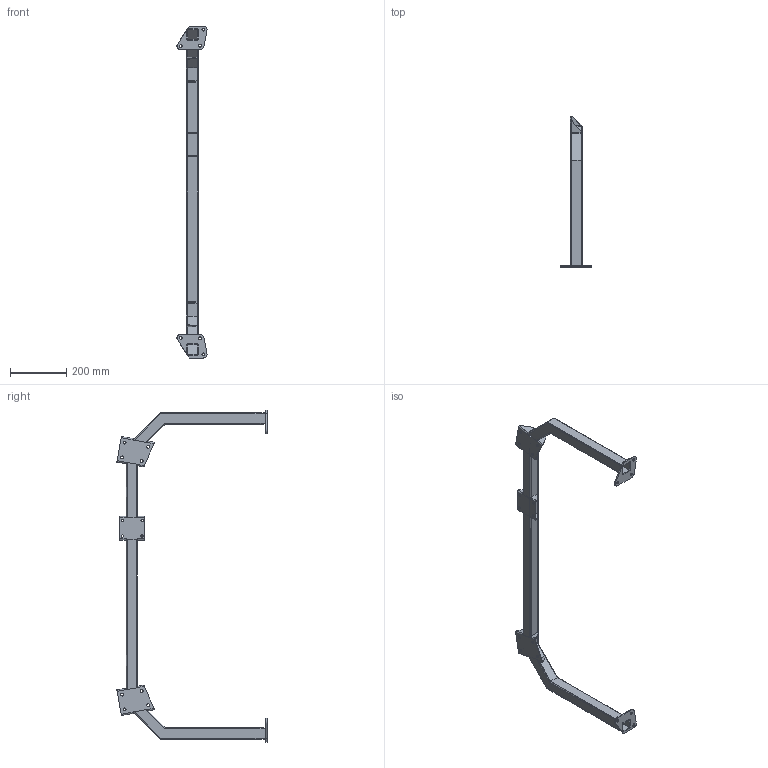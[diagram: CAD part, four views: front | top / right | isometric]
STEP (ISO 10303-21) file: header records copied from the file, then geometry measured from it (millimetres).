
FILE_DESCRIPTION(/* description */ (''),/* implementation_level */ '2;1');
FILE_NAME(/* name */ 'P6',/* time_stamp */ '2017-08-10T20:40:18+02:00',/* author */ (''),/* organization */ (''),/* preprocessor_version */ 'ST-DEVELOPER v15',/* originating_system */ '',/* authorisation */ '');
FILE_SCHEMA (('CONFIG_CONTROL_DESIGN'));
Length unit declared in the file: millimetre
Products named in the file (1): Document
Bounding box: 107.19 x 535.12 x 1184 mm (x, y, z)
Volume: 948694.9 mm3; surface area: 665544.4 mm2
Topology: 4 solids, 6 shells, 290 faces, 765 edges, 453 vertices
Faces by surface type: plane 168, bspline 122
Entity records: 9738 total; most frequent: CARTESIAN_POINT 4939, ORIENTED_EDGE 1456, EDGE_CURVE 761, B_SPLINE_CURVE_WITH_KNOTS 570, VERTEX_POINT 451, EDGE_LOOP 328, ADVANCED_FACE 290, FACE_OUTER_BOUND 290
